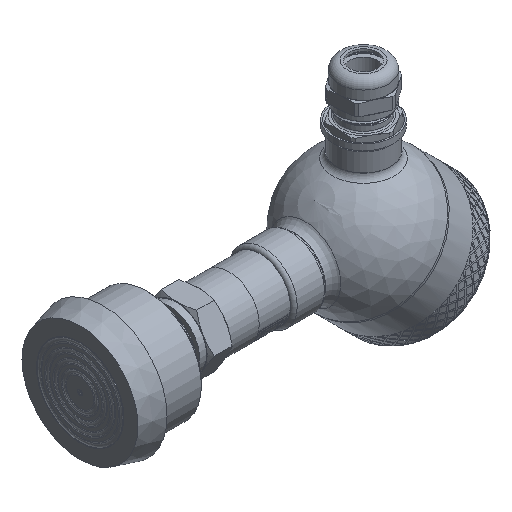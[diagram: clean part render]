
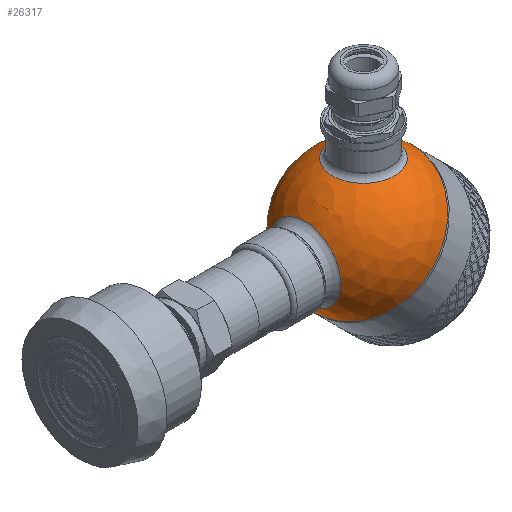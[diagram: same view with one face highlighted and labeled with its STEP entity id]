
A CAD part, isometric view. The second image highlights one B-rep face of the part: STEP entity #26317.
In plain terms, the highlighted spherical face has radius 30 mm.
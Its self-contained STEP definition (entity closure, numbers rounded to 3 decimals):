
#16=SPHERICAL_SURFACE('',#28151,30.);
#251=FACE_BOUND('',#4346,.T.);
#252=FACE_BOUND('',#4347,.T.);
#2596=FACE_OUTER_BOUND('',#4345,.T.);
#4345=EDGE_LOOP('',(#20737,#20738,#20739,#20740));
#4346=EDGE_LOOP('',(#20741));
#4347=EDGE_LOOP('',(#20742));
#5859=CIRCLE('',#28148,15.643);
#5862=CIRCLE('',#28152,30.);
#5863=CIRCLE('',#28153,30.);
#5864=CIRCLE('',#28154,30.);
#5865=CIRCLE('',#28155,13.5);
#11353=VERTEX_POINT('',#55374);
#11355=VERTEX_POINT('',#55380);
#11356=VERTEX_POINT('',#55381);
#11357=VERTEX_POINT('',#55383);
#11358=VERTEX_POINT('',#55386);
#14733=EDGE_CURVE('',#11353,#11353,#5859,.T.);
#14736=EDGE_CURVE('',#11355,#11356,#5862,.T.);
#14737=EDGE_CURVE('',#11355,#11357,#5863,.T.);
#14738=EDGE_CURVE('',#11356,#11355,#5864,.T.);
#14739=EDGE_CURVE('',#11358,#11358,#5865,.T.);
#20737=ORIENTED_EDGE('',*,*,#14736,.F.);
#20738=ORIENTED_EDGE('',*,*,#14737,.T.);
#20739=ORIENTED_EDGE('',*,*,#14737,.F.);
#20740=ORIENTED_EDGE('',*,*,#14738,.F.);
#20741=ORIENTED_EDGE('',*,*,#14733,.F.);
#20742=ORIENTED_EDGE('',*,*,#14739,.F.);
#26317=ADVANCED_FACE('',(#2596,#251,#252),#16,.T.);
#28148=AXIS2_PLACEMENT_3D('',#55375,#30704,#30705);
#28151=AXIS2_PLACEMENT_3D('',#55379,#30710,#30711);
#28152=AXIS2_PLACEMENT_3D('',#55382,#30712,#30713);
#28153=AXIS2_PLACEMENT_3D('',#55384,#30714,#30715);
#28154=AXIS2_PLACEMENT_3D('',#55385,#30716,#30717);
#28155=AXIS2_PLACEMENT_3D('',#55387,#30718,#30719);
#30704=DIRECTION('center_axis',(-0.707,0.,0.707));
#30705=DIRECTION('ref_axis',(0.707,0.,0.707));
#30710=DIRECTION('center_axis',(1.,0.,0.));
#30711=DIRECTION('ref_axis',(0.,-1.,0.));
#30712=DIRECTION('center_axis',(1.,0.,0.));
#30713=DIRECTION('ref_axis',(0.,1.,0.));
#30714=DIRECTION('center_axis',(0.,0.,1.));
#30715=DIRECTION('ref_axis',(0.,1.,0.));
#30716=DIRECTION('center_axis',(1.,0.,0.));
#30717=DIRECTION('ref_axis',(0.,1.,0.));
#30718=DIRECTION('center_axis',(-0.707,0.,-0.707));
#30719=DIRECTION('ref_axis',(-0.707,0.,0.707));
#55374=CARTESIAN_POINT('',(-29.162,0.,7.04));
#55375=CARTESIAN_POINT('Origin',(-18.101,0.,18.101));
#55379=CARTESIAN_POINT('Origin',(0.,0.,0.));
#55380=CARTESIAN_POINT('',(0.,30.,0.));
#55381=CARTESIAN_POINT('',(0.,-30.,0.));
#55382=CARTESIAN_POINT('Origin',(0.,0.,0.));
#55383=CARTESIAN_POINT('',(-30.,0.,0.));
#55384=CARTESIAN_POINT('Origin',(0.,0.,0.));
#55385=CARTESIAN_POINT('Origin',(0.,0.,0.));
#55386=CARTESIAN_POINT('',(-9.398,0.,-28.49));
#55387=CARTESIAN_POINT('Origin',(-18.944,0.,-18.944));
